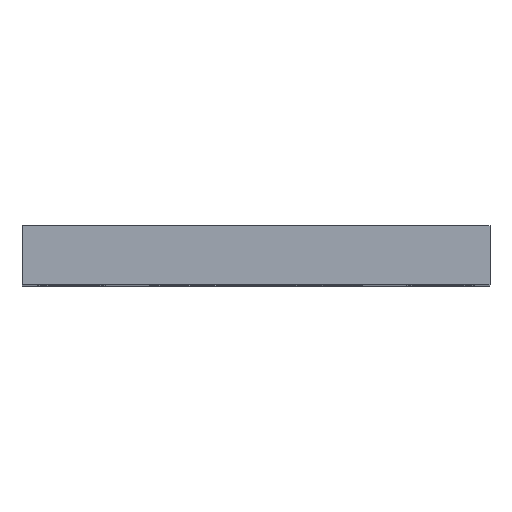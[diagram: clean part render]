
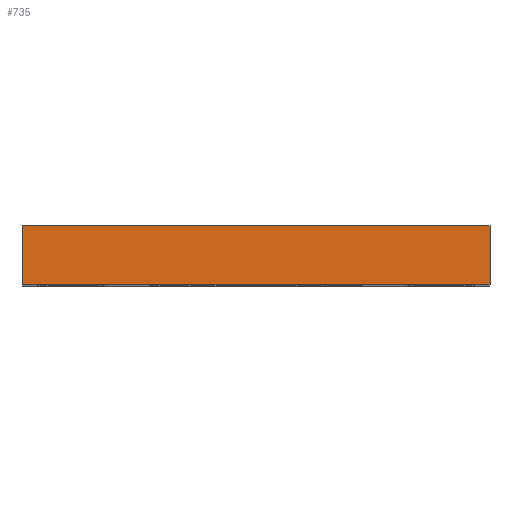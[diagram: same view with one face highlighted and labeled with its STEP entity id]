
A CAD part, top view. The second image highlights one B-rep face of the part: STEP entity #735.
In plain terms, the highlighted planar face has unit normal (0, 0, 1).
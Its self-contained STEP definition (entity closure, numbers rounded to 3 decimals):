
#1 = FACE_OUTER_BOUND ( 'NONE', #1111, .T. ) ;
#23 = VECTOR ( 'NONE', #24, 1000. ) ;
#24 = DIRECTION ( 'NONE',  ( 1., 0., 0. ) ) ;
#29 = CARTESIAN_POINT ( 'NONE',  ( -47.5, 12., 75. ) ) ;
#59 = CARTESIAN_POINT ( 'NONE',  ( -47.5, 12., 75. ) ) ;
#118 = PLANE ( 'NONE',  #329 ) ;
#127 = DIRECTION ( 'NONE',  ( 0., 0., -1. ) ) ;
#143 = VERTEX_POINT ( 'NONE', #708 ) ;
#147 = DIRECTION ( 'NONE',  ( -1., 0., 0. ) ) ;
#149 = VECTOR ( 'NONE', #361, 1000. ) ;
#270 = DIRECTION ( 'NONE',  ( 0., -1., 0. ) ) ;
#283 = LINE ( 'NONE', #345, #1040 ) ;
#306 = VERTEX_POINT ( 'NONE', #885 ) ;
#329 = AXIS2_PLACEMENT_3D ( 'NONE', #59, #127, #147 ) ;
#345 = CARTESIAN_POINT ( 'NONE',  ( -47.5, 12., 75. ) ) ;
#357 = CARTESIAN_POINT ( 'NONE',  ( 47.5, 12., 75. ) ) ;
#358 = ORIENTED_EDGE ( 'NONE', *, *, #1160, .T. ) ;
#361 = DIRECTION ( 'NONE',  ( 0., -1., 0. ) ) ;
#377 = LINE ( 'NONE', #525, #1113 ) ;
#425 = ORIENTED_EDGE ( 'NONE', *, *, #877, .T. ) ;
#438 = ORIENTED_EDGE ( 'NONE', *, *, #579, .F. ) ;
#440 = VERTEX_POINT ( 'NONE', #733 ) ;
#525 = CARTESIAN_POINT ( 'NONE',  ( -47.5, 0., 75. ) ) ;
#540 = VERTEX_POINT ( 'NONE', #549 ) ;
#549 = CARTESIAN_POINT ( 'NONE',  ( 47.5, 0., 75. ) ) ;
#579 = EDGE_CURVE ( 'NONE', #440, #540, #901, .T. ) ;
#628 = DIRECTION ( 'NONE',  ( 1., 0., 0. ) ) ;
#708 = CARTESIAN_POINT ( 'NONE',  ( -47.5, 0., 75. ) ) ;
#714 = EDGE_CURVE ( 'NONE', #306, #440, #814, .T. ) ;
#733 = CARTESIAN_POINT ( 'NONE',  ( 47.5, 12., 75. ) ) ;
#735 = ADVANCED_FACE ( 'NONE', ( #1 ), #118, .F. ) ;
#814 = LINE ( 'NONE', #29, #23 ) ;
#877 = EDGE_CURVE ( 'NONE', #143, #540, #377, .T. ) ;
#885 = CARTESIAN_POINT ( 'NONE',  ( -47.5, 12., 75. ) ) ;
#901 = LINE ( 'NONE', #357, #149 ) ;
#1040 = VECTOR ( 'NONE', #270, 1000. ) ;
#1111 = EDGE_LOOP ( 'NONE', ( #425, #438, #1151, #358 ) ) ;
#1113 = VECTOR ( 'NONE', #628, 1000. ) ;
#1151 = ORIENTED_EDGE ( 'NONE', *, *, #714, .F. ) ;
#1160 = EDGE_CURVE ( 'NONE', #306, #143, #283, .T. ) ;
